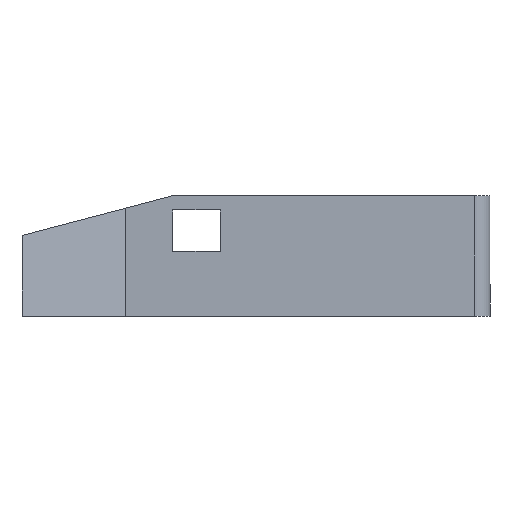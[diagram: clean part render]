
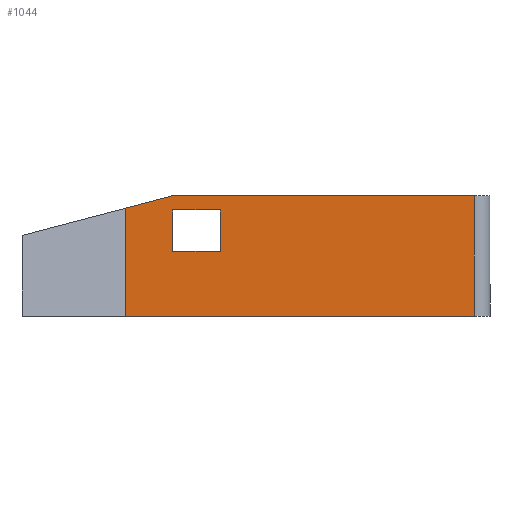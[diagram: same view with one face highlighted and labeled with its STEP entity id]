
A CAD part, left-side view. The second image highlights one B-rep face of the part: STEP entity #1044.
In plain terms, the highlighted planar face has unit normal (-1, 0, 0).
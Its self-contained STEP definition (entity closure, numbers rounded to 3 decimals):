
#33=FACE_BOUND('',#99,.T.);
#42=FACE_OUTER_BOUND('',#98,.T.);
#98=EDGE_LOOP('',(#738,#739,#740,#741,#742));
#99=EDGE_LOOP('',(#743,#744,#745,#746));
#178=LINE('',#1611,#295);
#179=LINE('',#1613,#296);
#180=LINE('',#1615,#297);
#181=LINE('',#1617,#298);
#182=LINE('',#1618,#299);
#183=LINE('',#1621,#300);
#184=LINE('',#1623,#301);
#185=LINE('',#1625,#302);
#186=LINE('',#1626,#303);
#295=VECTOR('',#1281,27.94);
#296=VECTOR('',#1282,9.652);
#297=VECTOR('',#1283,24.13);
#298=VECTOR('',#1284,3.94);
#299=VECTOR('',#1285,8.649);
#300=VECTOR('',#1286,3.302);
#301=VECTOR('',#1287,3.81);
#302=VECTOR('',#1288,3.302);
#303=VECTOR('',#1289,3.81);
#464=VERTEX_POINT('',#1609);
#465=VERTEX_POINT('',#1610);
#466=VERTEX_POINT('',#1612);
#467=VERTEX_POINT('',#1614);
#468=VERTEX_POINT('',#1616);
#469=VERTEX_POINT('',#1619);
#470=VERTEX_POINT('',#1620);
#471=VERTEX_POINT('',#1622);
#472=VERTEX_POINT('',#1624);
#573=EDGE_CURVE('',#464,#465,#178,.T.);
#574=EDGE_CURVE('',#464,#466,#179,.F.);
#575=EDGE_CURVE('',#466,#467,#180,.T.);
#576=EDGE_CURVE('',#467,#468,#181,.T.);
#577=EDGE_CURVE('',#468,#465,#182,.T.);
#578=EDGE_CURVE('',#469,#470,#183,.T.);
#579=EDGE_CURVE('',#470,#471,#184,.T.);
#580=EDGE_CURVE('',#471,#472,#185,.T.);
#581=EDGE_CURVE('',#472,#469,#186,.T.);
#738=ORIENTED_EDGE('',*,*,#573,.F.);
#739=ORIENTED_EDGE('',*,*,#574,.T.);
#740=ORIENTED_EDGE('',*,*,#575,.T.);
#741=ORIENTED_EDGE('',*,*,#576,.T.);
#742=ORIENTED_EDGE('',*,*,#577,.T.);
#743=ORIENTED_EDGE('',*,*,#578,.T.);
#744=ORIENTED_EDGE('',*,*,#579,.T.);
#745=ORIENTED_EDGE('',*,*,#580,.T.);
#746=ORIENTED_EDGE('',*,*,#581,.T.);
#1006=PLANE('',#1132);
#1044=ADVANCED_FACE('',(#42,#33),#1006,.T.);
#1132=AXIS2_PLACEMENT_3D('',#1608,#1279,#1280);
#1279=DIRECTION('center_axis',(-1.,0.,0.));
#1280=DIRECTION('ref_axis',(0.,0.,1.));
#1281=DIRECTION('',(0.,1.,0.));
#1282=DIRECTION('',(0.,0.,-1.));
#1283=DIRECTION('',(0.,1.,0.));
#1284=DIRECTION('',(0.,0.967,-0.254));
#1285=DIRECTION('',(0.,0.,-1.));
#1286=DIRECTION('',(0.,0.,-1.));
#1287=DIRECTION('',(0.,1.,0.));
#1288=DIRECTION('',(0.,0.,1.));
#1289=DIRECTION('',(0.,-1.,0.));
#1608=CARTESIAN_POINT('Origin',(-53.29,0.,
2.54));
#1609=CARTESIAN_POINT('',(-53.29,-23.195,0.));
#1610=CARTESIAN_POINT('',(-53.29,4.745,0.));
#1611=CARTESIAN_POINT('',(-53.29,-23.195,0.));
#1612=CARTESIAN_POINT('',(-53.29,-23.195,9.652));
#1613=CARTESIAN_POINT('',(-53.29,-23.195,9.652));
#1614=CARTESIAN_POINT('',(-53.29,0.935,9.652));
#1615=CARTESIAN_POINT('',(-53.29,-23.195,9.652));
#1616=CARTESIAN_POINT('',(-53.29,4.745,8.649));
#1617=CARTESIAN_POINT('',(-53.29,0.935,9.652));
#1618=CARTESIAN_POINT('',(-53.29,4.745,8.649));
#1619=CARTESIAN_POINT('',(-53.29,-2.875,8.509));
#1620=CARTESIAN_POINT('',(-53.29,-2.875,5.207));
#1621=CARTESIAN_POINT('',(-53.29,-2.875,8.509));
#1622=CARTESIAN_POINT('',(-53.29,0.935,5.207));
#1623=CARTESIAN_POINT('',(-53.29,-2.875,5.207));
#1624=CARTESIAN_POINT('',(-53.29,0.935,8.509));
#1625=CARTESIAN_POINT('',(-53.29,0.935,5.207));
#1626=CARTESIAN_POINT('',(-53.29,0.935,8.509));
